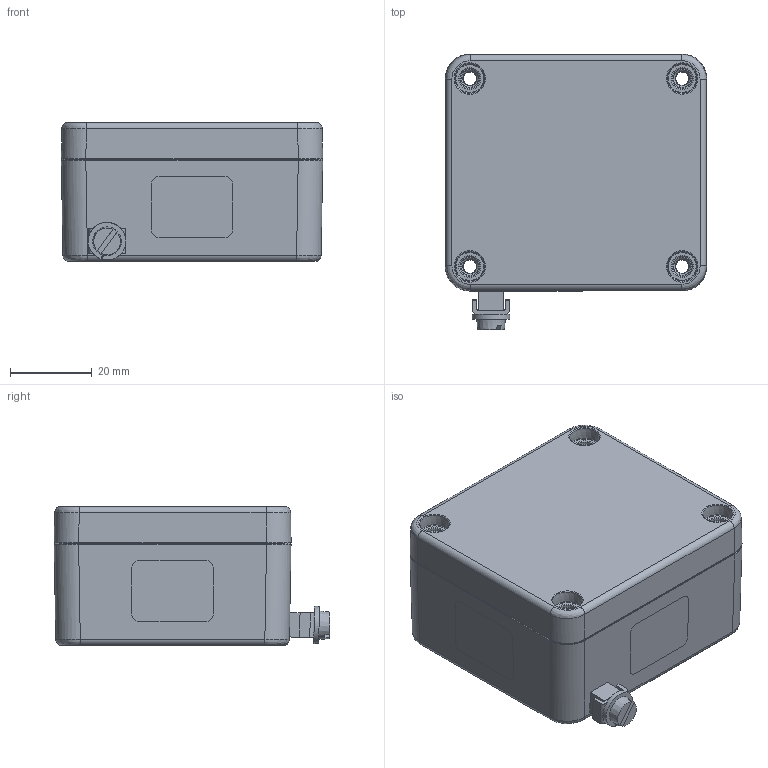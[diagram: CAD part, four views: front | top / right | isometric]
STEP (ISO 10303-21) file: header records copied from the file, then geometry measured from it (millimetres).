
FILE_DESCRIPTION((''),'2;1');
FILE_NAME('MBA Ex- 606030.stp','2011-12-21T14:20:29',('stefan.grimm'),(''),'Autodesk Inventor 2012','Autodesk Inventor 2012','');
FILE_SCHEMA(('AUTOMOTIVE_DESIGN { 1 0 10303 214 1 1 1 1 }'));
Length unit declared in the file: millimetre
Products named in the file (8): MBA Ex- 606030; ot 606030; MBA UT 606030 Aussenerde; Erdungsklemme M4; Kabelklemme; Klemmenunterteil; Zylinderschrauben mit Schlitz DIN EN ISO 1207 - M4x8; Federring DIN 127-5- FSt
Assembly tree (7 placements, depth 3):
  MBA Ex- 606030
    ot 606030
    MBA UT 606030 Aussenerde
    Erdungsklemme M4
      Kabelklemme
      Klemmenunterteil
      Zylinderschrauben mit Schlitz DIN EN ISO 1207 - M4x8
      Federring DIN 127-5- FSt
Bounding box: 64.01 x 67.5 x 34 mm (x, y, z)
Volume: 47951.2 mm3; surface area: 33414.1 mm2
Topology: 6 solids, 6 shells, 771 faces, 1759 edges, 1040 vertices
Faces by surface type: cylinder 250, plane 209, bspline 190, torus 71, cone 45, sphere 6
Full cylindrical faces by diameter (mm): 3 x6, 3.242 x7, 3.3 x1, 3.4 x4, 4 x1, 4.4 x2, 4.5 x2, 4.9 x1, 5 x7, 7.2 x2, 7.4 x2, 8 x2
Entity records: 37955 total; most frequent: CARTESIAN_POINT 21675, DIRECTION 3240, ORIENTED_EDGE 3194, EDGE_CURVE 1597, AXIS2_PLACEMENT_3D 1290, VERTEX_POINT 1016, EDGE_LOOP 971, FACE_OUTER_BOUND 771
